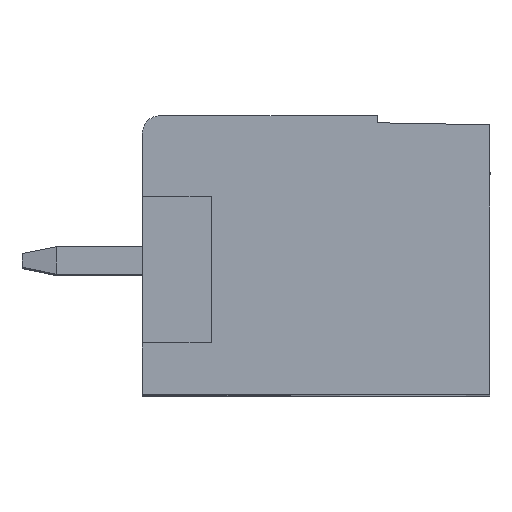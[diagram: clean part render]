
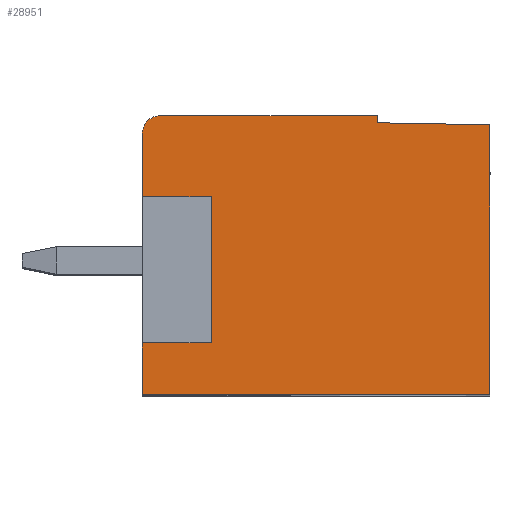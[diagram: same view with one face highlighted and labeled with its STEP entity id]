
A CAD part, top view. The second image highlights one B-rep face of the part: STEP entity #28951.
In plain terms, the highlighted planar face has unit normal (0, 0, 1).
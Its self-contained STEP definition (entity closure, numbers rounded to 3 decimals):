
#5=DIRECTION('',(0.,1.,0.));
#6=VECTOR('',#5,7.84);
#7=CARTESIAN_POINT('',(-10.615,0.099,168.212));
#8=LINE('',#7,#6);
#265=DIRECTION('',(0.,1.,0.));
#266=VECTOR('',#265,0.202);
#267=CARTESIAN_POINT('',(-13.889,7.997,168.212));
#268=LINE('',#267,#266);
#333=DIRECTION('',(0.,-1.,0.));
#334=VECTOR('',#333,1.85);
#335=CARTESIAN_POINT('',(-20.715,7.699,168.212));
#336=LINE('',#335,#334);
#349=DIRECTION('',(0.,-1.,0.));
#350=VECTOR('',#349,1.5);
#351=CARTESIAN_POINT('',(-20.715,1.599,168.212));
#352=LINE('',#351,#350);
#1053=DIRECTION('',(1.,0.,0.));
#1054=VECTOR('',#1053,10.1);
#1055=CARTESIAN_POINT('',(-20.715,0.099,
168.212));
#1056=LINE('',#1055,#1054);
#10402=DIRECTION('',(0.,1.,0.));
#10403=VECTOR('',#10402,4.25);
#10404=CARTESIAN_POINT('',(-18.715,1.599,
168.212));
#10405=LINE('',#10404,#10403);
#10406=DIRECTION('',(-1.,0.,0.));
#10407=VECTOR('',#10406,2.);
#10408=CARTESIAN_POINT('',(-18.715,5.849,
168.212));
#10409=LINE('',#10408,#10407);
#10410=CARTESIAN_POINT('',(-20.215,7.699,
168.212));
#10411=DIRECTION('',(0.,0.,-1.));
#10412=DIRECTION('',(-1.,0.,0.));
#10413=AXIS2_PLACEMENT_3D('',#10410,#10411,#10412);
#10415=DIRECTION('',(1.,0.,0.));
#10416=VECTOR('',#10415,6.326);
#10417=CARTESIAN_POINT('',(-20.215,8.199,
168.212));
#10418=LINE('',#10417,#10416);
#10419=DIRECTION('',(1.,-0.017,0.));
#10420=VECTOR('',#10419,3.274);
#10421=CARTESIAN_POINT('',(-13.889,7.997,
168.212));
#10422=LINE('',#10421,#10420);
#10423=DIRECTION('',(-1.,0.,0.));
#10424=VECTOR('',#10423,2.);
#10425=CARTESIAN_POINT('',(-18.715,1.599,
168.212));
#10426=LINE('',#10425,#10424);
#10447=CARTESIAN_POINT('',(-10.615,0.099,
168.212));
#10448=CARTESIAN_POINT('',(-10.615,7.94,
168.212));
#10449=VERTEX_POINT('',#10447);
#10450=VERTEX_POINT('',#10448);
#10523=CARTESIAN_POINT('',(-20.715,0.099,
168.212));
#10524=VERTEX_POINT('',#10523);
#10790=CARTESIAN_POINT('',(-13.889,7.997,
168.212));
#10791=VERTEX_POINT('',#10790);
#10792=CARTESIAN_POINT('',(-20.715,1.599,
168.212));
#10793=VERTEX_POINT('',#10792);
#10794=CARTESIAN_POINT('',(-18.715,1.599,
168.212));
#10795=VERTEX_POINT('',#10794);
#10796=CARTESIAN_POINT('',(-18.715,5.849,
168.212));
#10797=VERTEX_POINT('',#10796);
#10798=CARTESIAN_POINT('',(-20.715,5.849,
168.212));
#10799=VERTEX_POINT('',#10798);
#10800=CARTESIAN_POINT('',(-20.715,7.699,
168.212));
#10801=VERTEX_POINT('',#10800);
#10802=CARTESIAN_POINT('',(-20.215,8.199,
168.212));
#10803=VERTEX_POINT('',#10802);
#10804=CARTESIAN_POINT('',(-13.889,8.199,
168.212));
#10805=VERTEX_POINT('',#10804);
#28930=CARTESIAN_POINT('',(-10.615,0.099,
168.212));
#28931=DIRECTION('',(0.,0.,-1.));
#28932=DIRECTION('',(0.,1.,0.));
#28933=AXIS2_PLACEMENT_3D('',#28930,#28931,#28932);
#28934=PLANE('',#28933);
#28935=ORIENTED_EDGE('',*,*,#13679,.F.);
#28936=ORIENTED_EDGE('',*,*,#14978,.F.);
#28937=ORIENTED_EDGE('',*,*,#14004,.F.);
#28939=ORIENTED_EDGE('',*,*,#28938,.F.);
#28941=ORIENTED_EDGE('',*,*,#28940,.T.);
#28943=ORIENTED_EDGE('',*,*,#28942,.T.);
#28944=ORIENTED_EDGE('',*,*,#13996,.F.);
#28945=ORIENTED_EDGE('',*,*,#13961,.T.);
#28946=ORIENTED_EDGE('',*,*,#13946,.T.);
#28947=ORIENTED_EDGE('',*,*,#13931,.F.);
#28948=ORIENTED_EDGE('',*,*,#13916,.T.);
#28949=EDGE_LOOP('',(#28935,#28936,#28937,#28939,#28941,#28943,#28944,#28945,
#28946,#28947,#28948));
#28950=FACE_OUTER_BOUND('',#28949,.F.);
#10414=CIRCLE('',#10413,0.5);
#13679=EDGE_CURVE('',#10449,#10450,#8,.T.);
#13916=EDGE_CURVE('',#10791,#10450,#10422,.T.);
#13931=EDGE_CURVE('',#10791,#10805,#268,.T.);
#13946=EDGE_CURVE('',#10803,#10805,#10418,.T.);
#13961=EDGE_CURVE('',#10801,#10803,#10414,.T.);
#13996=EDGE_CURVE('',#10801,#10799,#336,.T.);
#14004=EDGE_CURVE('',#10793,#10524,#352,.T.);
#14978=EDGE_CURVE('',#10524,#10449,#1056,.T.);
#28938=EDGE_CURVE('',#10795,#10793,#10426,.T.);
#28940=EDGE_CURVE('',#10795,#10797,#10405,.T.);
#28942=EDGE_CURVE('',#10797,#10799,#10409,.T.);
#28951=ADVANCED_FACE('',(#28950),#28934,.F.);
